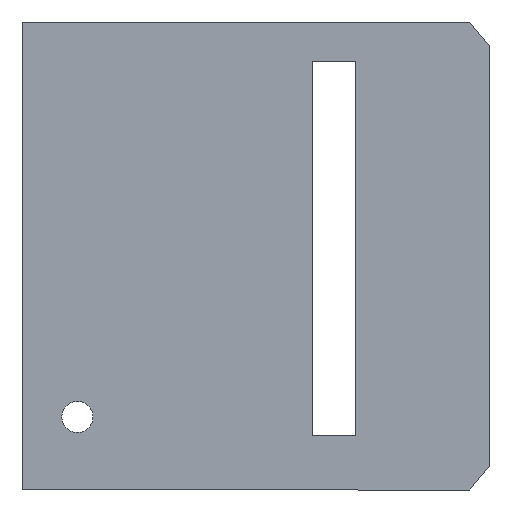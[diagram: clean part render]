
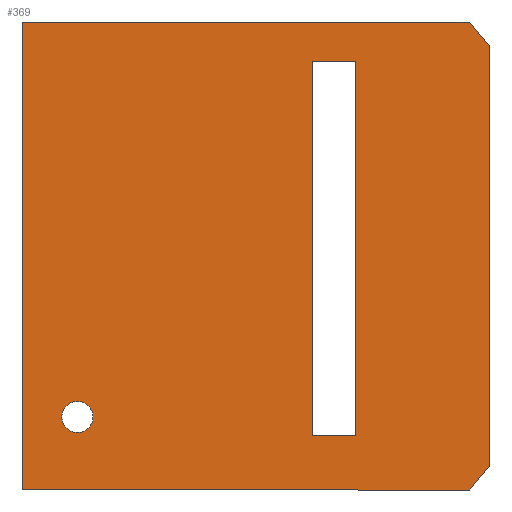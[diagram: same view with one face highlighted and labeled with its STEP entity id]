
A CAD part, front view. The second image highlights one B-rep face of the part: STEP entity #369.
In plain terms, the highlighted planar face has unit normal (0, -1, 0).
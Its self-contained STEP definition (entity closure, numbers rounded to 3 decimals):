
#13 = DIRECTION ( 'NONE',  ( 0., 1., 0. ) ) ;
#15 = VECTOR ( 'NONE', #71, 1000. ) ;
#19 = CARTESIAN_POINT ( 'NONE',  ( -125.732, 0., -107.963 ) ) ;
#20 = LINE ( 'NONE', #156, #391 ) ;
#26 = VERTEX_POINT ( 'NONE', #247 ) ;
#33 = LINE ( 'NONE', #298, #313 ) ;
#34 = AXIS2_PLACEMENT_3D ( 'NONE', #454, #13, #342 ) ;
#46 = VERTEX_POINT ( 'NONE', #476 ) ;
#50 = ORIENTED_EDGE ( 'NONE', *, *, #303, .T. ) ;
#51 = ORIENTED_EDGE ( 'NONE', *, *, #474, .F. ) ;
#54 = DIRECTION ( 'NONE',  ( 0.643, 0., -0.766 ) ) ;
#58 = EDGE_CURVE ( 'NONE', #309, #338, #405, .T. ) ;
#60 = CARTESIAN_POINT ( 'NONE',  ( -36.478, 0., 11.141 ) ) ;
#61 = VECTOR ( 'NONE', #451, 1000. ) ;
#64 = CIRCLE ( 'NONE', #34, 5. ) ;
#71 = DIRECTION ( 'NONE',  ( -1., 0., 0. ) ) ;
#75 = ORIENTED_EDGE ( 'NONE', *, *, #194, .T. ) ;
#77 = EDGE_CURVE ( 'NONE', #241, #122, #227, .T. ) ;
#86 = CARTESIAN_POINT ( 'NONE',  ( -50.478, 0., -108.859 ) ) ;
#94 = CARTESIAN_POINT ( 'NONE',  ( -125.732, 0., -102.963 ) ) ;
#99 = CARTESIAN_POINT ( 'NONE',  ( 6.522, 0., -118.58 ) ) ;
#102 = LINE ( 'NONE', #425, #413 ) ;
#109 = ORIENTED_EDGE ( 'NONE', *, *, #306, .F. ) ;
#119 = CARTESIAN_POINT ( 'NONE',  ( 62.216, 0., -52.206 ) ) ;
#121 = CARTESIAN_POINT ( 'NONE',  ( -143.478, 0., 23.641 ) ) ;
#122 = VERTEX_POINT ( 'NONE', #376 ) ;
#132 = AXIS2_PLACEMENT_3D ( 'NONE', #94, #275, #465 ) ;
#134 = CARTESIAN_POINT ( 'NONE',  ( -0.005, 0., 23.641 ) ) ;
#150 = CARTESIAN_POINT ( 'NONE',  ( -143.478, 0., -126.359 ) ) ;
#156 = CARTESIAN_POINT ( 'NONE',  ( -36.478, 0., -108.859 ) ) ;
#162 = EDGE_CURVE ( 'NONE', #349, #46, #33, .T. ) ;
#164 = PLANE ( 'NONE',  #288 ) ;
#167 = ORIENTED_EDGE ( 'NONE', *, *, #77, .T. ) ;
#173 = FACE_OUTER_BOUND ( 'NONE', #245, .T. ) ;
#174 = VERTEX_POINT ( 'NONE', #375 ) ;
#181 = VECTOR ( 'NONE', #54, 1000. ) ;
#194 = EDGE_CURVE ( 'NONE', #338, #46, #359, .T. ) ;
#196 = DIRECTION ( 'NONE',  ( 0., 0., 1. ) ) ;
#210 = FACE_BOUND ( 'NONE', #308, .T. ) ;
#222 = ORIENTED_EDGE ( 'NONE', *, *, #450, .T. ) ;
#227 = LINE ( 'NONE', #150, #235 ) ;
#229 = VERTEX_POINT ( 'NONE', #121 ) ;
#234 = CARTESIAN_POINT ( 'NONE',  ( -143.478, 0., 23.641 ) ) ;
#235 = VECTOR ( 'NONE', #449, 1000. ) ;
#241 = VERTEX_POINT ( 'NONE', #457 ) ;
#245 = EDGE_LOOP ( 'NONE', ( #109, #452, #362, #397, #51, #167 ) ) ;
#247 = CARTESIAN_POINT ( 'NONE',  ( -125.732, 0., -97.963 ) ) ;
#248 = EDGE_CURVE ( 'NONE', #309, #349, #20, .T. ) ;
#252 = VECTOR ( 'NONE', #322, 1000. ) ;
#260 = ORIENTED_EDGE ( 'NONE', *, *, #58, .T. ) ;
#266 = CARTESIAN_POINT ( 'NONE',  ( -36.478, 0., -108.859 ) ) ;
#267 = VECTOR ( 'NONE', #305, 1000. ) ;
#274 = DIRECTION ( 'NONE',  ( 0., 0., -1. ) ) ;
#275 = DIRECTION ( 'NONE',  ( 0., 1., 0. ) ) ;
#288 = AXIS2_PLACEMENT_3D ( 'NONE', #430, #317, #274 ) ;
#292 = CARTESIAN_POINT ( 'NONE',  ( -36.478, 0., -108.859 ) ) ;
#297 = EDGE_CURVE ( 'NONE', #360, #174, #385, .T. ) ;
#298 = CARTESIAN_POINT ( 'NONE',  ( -36.478, 0., 11.141 ) ) ;
#303 = EDGE_CURVE ( 'NONE', #401, #26, #64, .T. ) ;
#305 = DIRECTION ( 'NONE',  ( -0.643, 0., -0.766 ) ) ;
#306 = EDGE_CURVE ( 'NONE', #433, #122, #437, .T. ) ;
#308 = EDGE_LOOP ( 'NONE', ( #260, #75, #395, #455 ) ) ;
#309 = VERTEX_POINT ( 'NONE', #266 ) ;
#313 = VECTOR ( 'NONE', #409, 1000. ) ;
#314 = CIRCLE ( 'NONE', #132, 5. ) ;
#317 = DIRECTION ( 'NONE',  ( 0., -1., 0. ) ) ;
#322 = DIRECTION ( 'NONE',  ( 0., 0., 1. ) ) ;
#326 = LINE ( 'NONE', #234, #355 ) ;
#331 = CARTESIAN_POINT ( 'NONE',  ( -50.478, 0., -108.859 ) ) ;
#338 = VERTEX_POINT ( 'NONE', #86 ) ;
#339 = CARTESIAN_POINT ( 'NONE',  ( 11.638, 0., 9.765 ) ) ;
#342 = DIRECTION ( 'NONE',  ( 0., 0., 1. ) ) ;
#344 = DIRECTION ( 'NONE',  ( 0., 0., 1. ) ) ;
#349 = VERTEX_POINT ( 'NONE', #60 ) ;
#350 = DIRECTION ( 'NONE',  ( 1., 0., 0. ) ) ;
#355 = VECTOR ( 'NONE', #350, 1000. ) ;
#359 = LINE ( 'NONE', #331, #61 ) ;
#360 = VERTEX_POINT ( 'NONE', #134 ) ;
#361 = CARTESIAN_POINT ( 'NONE',  ( -143.478, 0., -126.359 ) ) ;
#362 = ORIENTED_EDGE ( 'NONE', *, *, #297, .F. ) ;
#369 = ADVANCED_FACE ( 'NONE', ( #173, #377, #210 ), #164, .T. ) ;
#375 = CARTESIAN_POINT ( 'NONE',  ( 6.522, 0., 15.863 ) ) ;
#376 = CARTESIAN_POINT ( 'NONE',  ( -0.005, 0., -126.359 ) ) ;
#377 = FACE_BOUND ( 'NONE', #471, .T. ) ;
#385 = LINE ( 'NONE', #339, #181 ) ;
#391 = VECTOR ( 'NONE', #344, 1000. ) ;
#395 = ORIENTED_EDGE ( 'NONE', *, *, #162, .F. ) ;
#397 = ORIENTED_EDGE ( 'NONE', *, *, #443, .F. ) ;
#401 = VERTEX_POINT ( 'NONE', #19 ) ;
#405 = LINE ( 'NONE', #292, #15 ) ;
#409 = DIRECTION ( 'NONE',  ( -1., 0., 0. ) ) ;
#413 = VECTOR ( 'NONE', #196, 1000. ) ;
#425 = CARTESIAN_POINT ( 'NONE',  ( 6.522, 0., -126.359 ) ) ;
#430 = CARTESIAN_POINT ( 'NONE',  ( 0., 0., 0. ) ) ;
#433 = VERTEX_POINT ( 'NONE', #99 ) ;
#437 = LINE ( 'NONE', #119, #267 ) ;
#443 = EDGE_CURVE ( 'NONE', #229, #360, #326, .T. ) ;
#449 = DIRECTION ( 'NONE',  ( 1., 0., 0. ) ) ;
#450 = EDGE_CURVE ( 'NONE', #26, #401, #314, .T. ) ;
#451 = DIRECTION ( 'NONE',  ( 0., 0., 1. ) ) ;
#452 = ORIENTED_EDGE ( 'NONE', *, *, #466, .T. ) ;
#454 = CARTESIAN_POINT ( 'NONE',  ( -125.732, 0., -102.963 ) ) ;
#455 = ORIENTED_EDGE ( 'NONE', *, *, #248, .F. ) ;
#456 = LINE ( 'NONE', #361, #252 ) ;
#457 = CARTESIAN_POINT ( 'NONE',  ( -143.478, 0., -126.359 ) ) ;
#465 = DIRECTION ( 'NONE',  ( 0., 0., 1. ) ) ;
#466 = EDGE_CURVE ( 'NONE', #433, #174, #102, .T. ) ;
#471 = EDGE_LOOP ( 'NONE', ( #222, #50 ) ) ;
#474 = EDGE_CURVE ( 'NONE', #241, #229, #456, .T. ) ;
#476 = CARTESIAN_POINT ( 'NONE',  ( -50.478, 0., 11.141 ) ) ;
